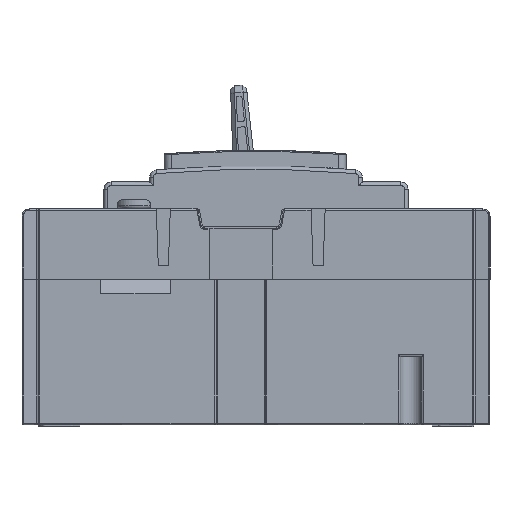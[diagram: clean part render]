
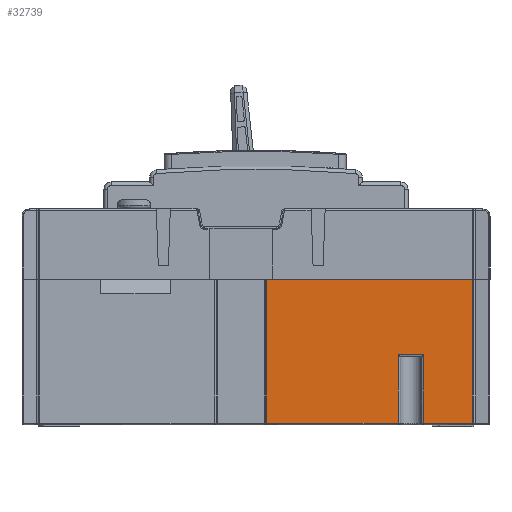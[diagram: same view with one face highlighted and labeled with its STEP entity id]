
A CAD part, front view. The second image highlights one B-rep face of the part: STEP entity #32739.
In plain terms, the highlighted planar face has unit normal (0, -1, 0).
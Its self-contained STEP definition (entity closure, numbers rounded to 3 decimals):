
#1680=LINE('',#152503,#13294);
#1682=LINE('',#152509,#13296);
#1684=LINE('',#152515,#13298);
#1778=LINE('',#152780,#13392);
#1781=LINE('',#152794,#13395);
#1879=LINE('',#153358,#13493);
#1880=LINE('',#153359,#13494);
#1881=LINE('',#153360,#13495);
#13294=VECTOR('',#121089,1.);
#13296=VECTOR('',#121095,1.);
#13298=VECTOR('',#121101,1.);
#13392=VECTOR('',#121303,1.);
#13395=VECTOR('',#121314,1.);
#13493=VECTOR('',#121568,1.);
#13494=VECTOR('',#121569,1.);
#13495=VECTOR('',#121570,1.);
#24673=FACE_OUTER_BOUND('',#44407,.T.);
#32739=ADVANCED_FACE('',(#24673),#38680,.T.);
#38680=PLANE('',#111386);
#44407=EDGE_LOOP('',(#52805,#52806,#52807,#52808,#52809,#52810,#52811,#52812));
#52805=ORIENTED_EDGE('',*,*,#93622,.T.);
#52806=ORIENTED_EDGE('',*,*,#93928,.T.);
#52807=ORIENTED_EDGE('',*,*,#93740,.T.);
#52808=ORIENTED_EDGE('',*,*,#93929,.T.);
#52809=ORIENTED_EDGE('',*,*,#93746,.T.);
#52810=ORIENTED_EDGE('',*,*,#93930,.T.);
#52811=ORIENTED_EDGE('',*,*,#93619,.T.);
#52812=ORIENTED_EDGE('',*,*,#93616,.T.);
#83138=VERTEX_POINT('',#152500);
#83139=VERTEX_POINT('',#152502);
#83140=VERTEX_POINT('',#152506);
#83143=VERTEX_POINT('',#152514);
#83221=VERTEX_POINT('',#152781);
#83222=VERTEX_POINT('',#152782);
#83227=VERTEX_POINT('',#152793);
#83228=VERTEX_POINT('',#152795);
#93616=EDGE_CURVE('',#83138,#83139,#1680,.T.);
#93619=EDGE_CURVE('',#83140,#83138,#1682,.T.);
#93622=EDGE_CURVE('',#83139,#83143,#1684,.T.);
#93740=EDGE_CURVE('',#83221,#83222,#1778,.T.);
#93746=EDGE_CURVE('',#83228,#83227,#1781,.T.);
#93928=EDGE_CURVE('',#83143,#83221,#1879,.T.);
#93929=EDGE_CURVE('',#83222,#83228,#1880,.T.);
#93930=EDGE_CURVE('',#83227,#83140,#1881,.T.);
#111386=AXIS2_PLACEMENT_3D('',#153361,#121571,#121572);
#121089=DIRECTION('',(1.,0.,0.));
#121095=DIRECTION('',(0.,0.,1.));
#121101=DIRECTION('',(0.,0.,-1.));
#121303=DIRECTION('',(0.,0.,1.));
#121314=DIRECTION('',(0.,0.,-1.));
#121568=DIRECTION('',(1.,0.,0.));
#121569=DIRECTION('',(-1.,0.,0.));
#121570=DIRECTION('',(1.,0.,0.));
#121571=DIRECTION('',(0.,-1.,0.));
#121572=DIRECTION('',(0.,0.,-1.));
#152500=CARTESIAN_POINT('',(39.401,-167.5,-21.));
#152502=CARTESIAN_POINT('',(46.401,-167.5,-21.));
#152503=CARTESIAN_POINT('',(-61.149,-167.5,-21.));
#152506=CARTESIAN_POINT('',(39.401,-167.5,-40.));
#152509=CARTESIAN_POINT('',(39.401,-167.5,-21.5));
#152514=CARTESIAN_POINT('',(46.401,-167.5,-40.));
#152515=CARTESIAN_POINT('',(46.401,-167.5,-40.5));
#152780=CARTESIAN_POINT('',(60.101,-167.5,0.));
#152781=CARTESIAN_POINT('',(60.101,-167.5,-40.));
#152782=CARTESIAN_POINT('',(60.101,-167.5,0.));
#152793=CARTESIAN_POINT('',(2.801,-167.5,-40.));
#152794=CARTESIAN_POINT('',(2.801,-167.5,0.));
#152795=CARTESIAN_POINT('',(2.801,-167.5,0.));
#153358=CARTESIAN_POINT('',(-61.149,-167.5,-40.));
#153359=CARTESIAN_POINT('',(-61.149,-167.5,0.));
#153360=CARTESIAN_POINT('',(-61.149,-167.5,-40.));
#153361=CARTESIAN_POINT('',(-61.149,-167.5,0.));
